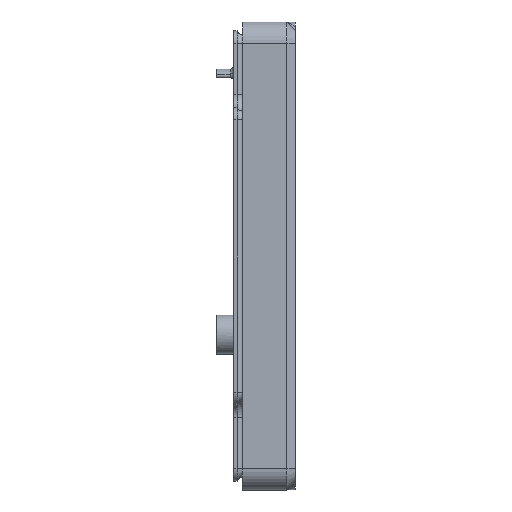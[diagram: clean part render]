
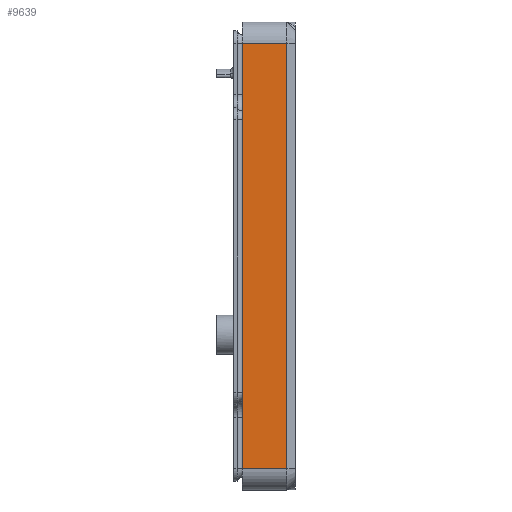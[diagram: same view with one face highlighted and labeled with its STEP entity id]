
A CAD part, left-side view. The second image highlights one B-rep face of the part: STEP entity #9639.
In plain terms, the highlighted planar face has unit normal (-1, 0, 0).
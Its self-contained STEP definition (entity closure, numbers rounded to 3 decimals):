
#1290=FACE_OUTER_BOUND('',#1916,.T.);
#1916=EDGE_LOOP('',(#8269,#8270,#8271,#8272));
#2601=LINE('',#16074,#3486);
#2664=LINE('',#16253,#3549);
#2728=LINE('',#16428,#3613);
#2729=LINE('',#16430,#3614);
#3486=VECTOR('',#12838,1.);
#3549=VECTOR('',#13029,1.);
#3613=VECTOR('',#13253,1.);
#3614=VECTOR('',#13256,1.);
#4492=VERTEX_POINT('',#16071);
#4493=VERTEX_POINT('',#16073);
#4544=VERTEX_POINT('',#16247);
#4545=VERTEX_POINT('',#16251);
#5663=EDGE_CURVE('',#4493,#4492,#2601,.T.);
#5752=EDGE_CURVE('',#4545,#4544,#2664,.T.);
#5837=EDGE_CURVE('',#4544,#4492,#2728,.T.);
#5838=EDGE_CURVE('',#4493,#4545,#2729,.T.);
#8269=ORIENTED_EDGE('',*,*,#5752,.F.);
#8270=ORIENTED_EDGE('',*,*,#5838,.F.);
#8271=ORIENTED_EDGE('',*,*,#5663,.T.);
#8272=ORIENTED_EDGE('',*,*,#5837,.F.);
#9103=PLANE('',#10677);
#9639=ADVANCED_FACE('',(#1290),#9103,.T.);
#10677=AXIS2_PLACEMENT_3D('',#16429,#13254,#13255);
#12838=DIRECTION('',(0.,0.,-1.));
#13029=DIRECTION('',(0.,0.,-1.));
#13253=DIRECTION('',(0.,1.,0.));
#13254=DIRECTION('center_axis',(-1.,0.,0.));
#13255=DIRECTION('ref_axis',(0.,0.,-1.));
#13256=DIRECTION('',(0.,-1.,0.));
#16071=CARTESIAN_POINT('',(126.,25.242,-94.533));
#16073=CARTESIAN_POINT('',(126.,25.242,5.467));
#16074=CARTESIAN_POINT('',(126.,25.242,-17.033));
#16247=CARTESIAN_POINT('',(126.,14.715,-94.533));
#16251=CARTESIAN_POINT('',(126.,14.715,5.467));
#16253=CARTESIAN_POINT('',(126.,14.715,-17.033));
#16428=CARTESIAN_POINT('',(126.,15.715,-94.533));
#16429=CARTESIAN_POINT('Origin',(126.,15.715,10.467));
#16430=CARTESIAN_POINT('',(126.,15.715,5.467));
